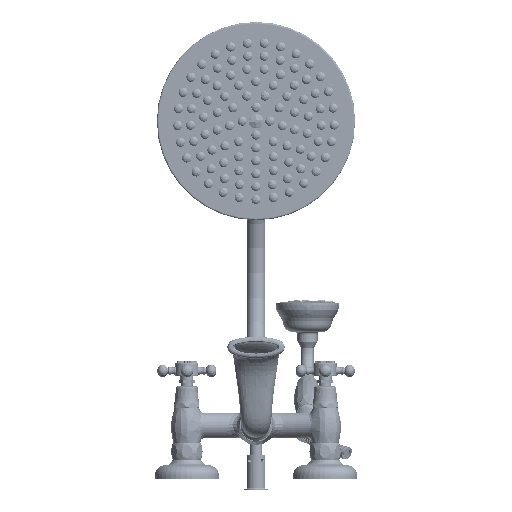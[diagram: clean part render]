
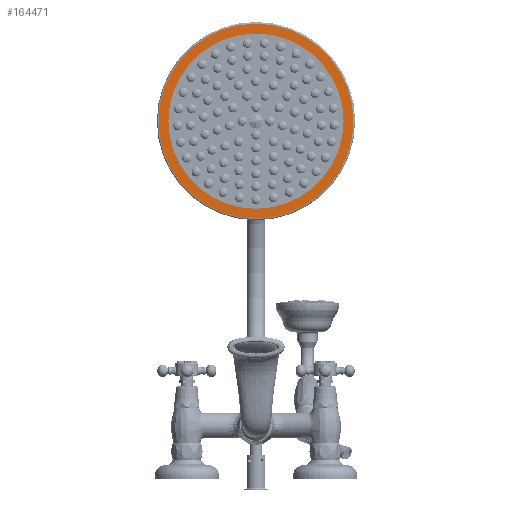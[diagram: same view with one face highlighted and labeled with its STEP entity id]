
A CAD part, front view. The second image highlights one B-rep face of the part: STEP entity #164471.
In plain terms, the highlighted planar face has unit normal (0, -1, 0).
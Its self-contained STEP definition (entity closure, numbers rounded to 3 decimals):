
#151311=CARTESIAN_POINT('',(0.,0.,0.));
#151312=DIRECTION('',(0.,-1.,0.));
#151313=DIRECTION('',(-1.,0.,0.));
#151314=AXIS2_PLACEMENT_3D('',#151311,#151312,#151313);
#151319=CARTESIAN_POINT('',(0.,0.,0.));
#151320=DIRECTION('',(0.,-1.,0.));
#151321=DIRECTION('',(1.,0.,0.));
#151322=AXIS2_PLACEMENT_3D('',#151319,#151320,#151321);
#151335=CARTESIAN_POINT('',(0.,0.,0.));
#151336=DIRECTION('',(0.,-1.,0.));
#151337=DIRECTION('',(1.,0.,0.));
#151338=AXIS2_PLACEMENT_3D('',#151335,#151336,#151337);
#151351=CARTESIAN_POINT('',(0.,0.,0.));
#151352=DIRECTION('',(0.,1.,0.));
#151353=DIRECTION('',(1.,0.,0.));
#151354=AXIS2_PLACEMENT_3D('',#151351,#151352,#151353);
#155961=CARTESIAN_POINT('',(-95.,0.,0.));
#155962=CARTESIAN_POINT('',(95.,0.,0.));
#155963=VERTEX_POINT('',#155961);
#155964=VERTEX_POINT('',#155962);
#157581=CARTESIAN_POINT('',(105.75,0.,0.));
#157583=VERTEX_POINT('',#157581);
#157585=CARTESIAN_POINT('',(-105.75,0.,0.));
#157587=VERTEX_POINT('',#157585);
#164455=CARTESIAN_POINT('',(0.,0.,0.));
#164456=DIRECTION('',(0.,1.,0.));
#164457=DIRECTION('',(1.,0.,0.));
#164458=AXIS2_PLACEMENT_3D('',#164455,#164456,#164457);
#164459=PLANE('',#164458);
#164461=ORIENTED_EDGE('',*,*,#164460,.F.);
#164463=ORIENTED_EDGE('',*,*,#164462,.T.);
#164464=EDGE_LOOP('',(#164461,#164463));
#164465=FACE_OUTER_BOUND('',#164464,.F.);
#164466=ORIENTED_EDGE('',*,*,#164445,.T.);
#164468=ORIENTED_EDGE('',*,*,#164467,.T.);
#164469=EDGE_LOOP('',(#164466,#164468));
#164470=FACE_BOUND('',#164469,.F.);
#164471=ADVANCED_FACE('',(#164465,#164470),#164459,.F.);
#151315=CIRCLE('',#151314,95.);
#151323=CIRCLE('',#151322,95.);
#151339=CIRCLE('',#151338,105.75);
#151355=CIRCLE('',#151354,105.75);
#164445=EDGE_CURVE('',#155963,#155964,#151315,.T.);
#164460=EDGE_CURVE('',#157583,#157587,#151339,.T.);
#164462=EDGE_CURVE('',#157583,#157587,#151355,.T.);
#164467=EDGE_CURVE('',#155964,#155963,#151323,.T.);
